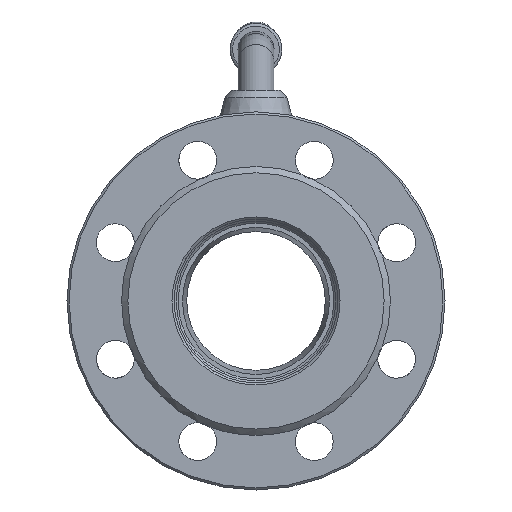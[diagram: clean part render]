
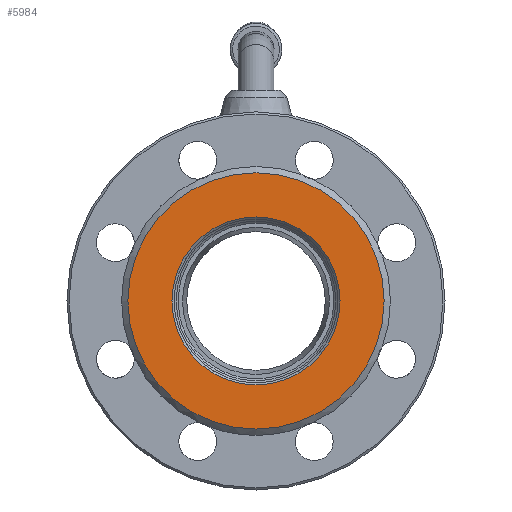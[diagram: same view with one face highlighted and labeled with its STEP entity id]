
A CAD part, front view. The second image highlights one B-rep face of the part: STEP entity #5984.
In plain terms, the highlighted face is planar.
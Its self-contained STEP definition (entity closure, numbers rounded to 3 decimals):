
#5881=CARTESIAN_POINT('',(20.,-0.,61.));
#5882=VERTEX_POINT('',#5881);
#5889=CARTESIAN_POINT('',(20.,0.,0.));
#5890=DIRECTION('',(-1.,0.,0.));
#5891=DIRECTION('',(0.,0.,1.));
#5892=AXIS2_PLACEMENT_3D('',#5889,#5890,#5891);
#5893=CIRCLE('',#5892,61.);
#5894=EDGE_CURVE('',#5882,#5882,#5893,.T.);
#5965=CARTESIAN_POINT('',(20.,0.,39.));
#5966=DIRECTION('',(1.,0.,0.));
#5967=DIRECTION('',(0.,0.,-1.));
#5968=AXIS2_PLACEMENT_3D('',#5965,#5966,#5967);
#5969=PLANE('',#5968);
#5970=CARTESIAN_POINT('',(20.,-0.,-40.));
#5971=VERTEX_POINT('',#5970);
#5972=CARTESIAN_POINT('',(20.,0.,0.));
#5973=DIRECTION('',(-1.,-0.,-0.));
#5974=DIRECTION('',(0.,0.,-1.));
#5975=AXIS2_PLACEMENT_3D('',#5972,#5973,#5974);
#5976=CIRCLE('',#5975,40.);
#5977=EDGE_CURVE('',#5971,#5971,#5976,.T.);
#5978=ORIENTED_EDGE('',*,*,#5977,.T.);
#5979=EDGE_LOOP('',(#5978));
#5980=FACE_BOUND('',#5979,.T.);
#5981=ORIENTED_EDGE('',*,*,#5894,.F.);
#5982=EDGE_LOOP('',(#5981));
#5983=FACE_BOUND('',#5982,.T.);
#5984=ADVANCED_FACE('',(#5980,#5983),#5969,.T.);
